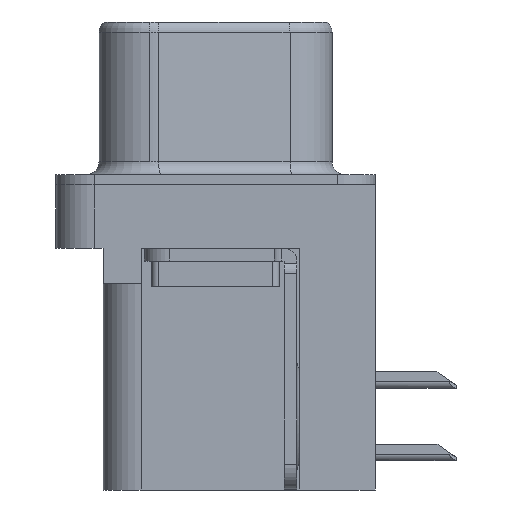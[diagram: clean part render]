
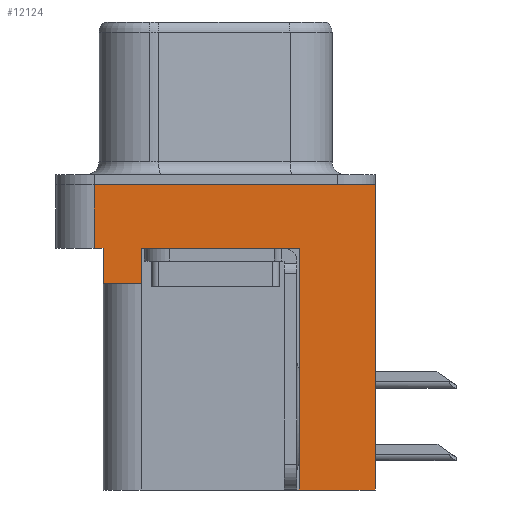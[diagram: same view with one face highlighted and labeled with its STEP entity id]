
A CAD part, left-side view. The second image highlights one B-rep face of the part: STEP entity #12124.
In plain terms, the highlighted planar face has unit normal (-1, 0, 0).
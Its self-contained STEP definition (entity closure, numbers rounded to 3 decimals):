
#312 = CARTESIAN_POINT ( 'NONE',  ( -2.91, -6.275, -2.5 ) ) ;
#833 = EDGE_CURVE ( 'NONE', #14901, #8985, #17062, .T. ) ;
#886 = LINE ( 'NONE', #11944, #16199 ) ;
#1061 = CARTESIAN_POINT ( 'NONE',  ( -2.91, -6.275, -2.5 ) ) ;
#1243 = LINE ( 'NONE', #17367, #4280 ) ;
#1287 = LINE ( 'NONE', #11918, #1519 ) ;
#1300 = EDGE_CURVE ( 'NONE', #17106, #13266, #886, .T. ) ;
#1336 = VECTOR ( 'NONE', #4608, 1000. ) ;
#1519 = VECTOR ( 'NONE', #3620, 1000. ) ;
#1533 = FACE_OUTER_BOUND ( 'NONE', #1975, .T. ) ;
#1908 = VERTEX_POINT ( 'NONE', #15517 ) ;
#1918 = EDGE_CURVE ( 'NONE', #16123, #14901, #9883, .T. ) ;
#1975 = EDGE_LOOP ( 'NONE', ( #13219, #4674, #9462, #14269, #4320, #16875, #3247, #2244, #17710, #16918 ) ) ;
#2065 = EDGE_CURVE ( 'NONE', #17106, #16263, #1287, .T. ) ;
#2103 = CARTESIAN_POINT ( 'NONE',  ( -2.91, 4.425, -3.9 ) ) ;
#2218 = CARTESIAN_POINT ( 'NONE',  ( -2.91, 4.775, 0. ) ) ;
#2244 = ORIENTED_EDGE ( 'NONE', *, *, #833, .F. ) ;
#2297 = VECTOR ( 'NONE', #2590, 1000. ) ;
#2581 = DIRECTION ( 'NONE',  ( 0., 0., 1. ) ) ;
#2590 = DIRECTION ( 'NONE',  ( 0., -1., 0. ) ) ;
#2680 = VERTEX_POINT ( 'NONE', #2218 ) ;
#2733 = DIRECTION ( 'NONE',  ( 0., 0., 1. ) ) ;
#2860 = LINE ( 'NONE', #5449, #5651 ) ;
#3089 = DIRECTION ( 'NONE',  ( -1., 0., 0. ) ) ;
#3247 = ORIENTED_EDGE ( 'NONE', *, *, #11351, .T. ) ;
#3493 = VECTOR ( 'NONE', #2733, 1000. ) ;
#3566 = DIRECTION ( 'NONE',  ( 0., 1., 0. ) ) ;
#3620 = DIRECTION ( 'NONE',  ( 0., 0., 1. ) ) ;
#3659 = DIRECTION ( 'NONE',  ( 0., -1., 0. ) ) ;
#4280 = VECTOR ( 'NONE', #3659, 1000. ) ;
#4320 = ORIENTED_EDGE ( 'NONE', *, *, #1300, .F. ) ;
#4462 = AXIS2_PLACEMENT_3D ( 'NONE', #312, #3089, #13865 ) ;
#4608 = DIRECTION ( 'NONE',  ( 0., 0., 1. ) ) ;
#4674 = ORIENTED_EDGE ( 'NONE', *, *, #11863, .F. ) ;
#5449 = CARTESIAN_POINT ( 'NONE',  ( -2.91, -6.275, -2.5 ) ) ;
#5651 = VECTOR ( 'NONE', #8206, 1000. ) ;
#5717 = CARTESIAN_POINT ( 'NONE',  ( -2.91, 2.895, -3.9 ) ) ;
#6065 = CARTESIAN_POINT ( 'NONE',  ( -2.91, -3.295, -12. ) ) ;
#6399 = EDGE_CURVE ( 'NONE', #2680, #10438, #1243, .T. ) ;
#6800 = CARTESIAN_POINT ( 'NONE',  ( -2.91, 2.895, -2.5 ) ) ;
#6901 = CARTESIAN_POINT ( 'NONE',  ( -2.91, -3.295, -2.5 ) ) ;
#7369 = LINE ( 'NONE', #11644, #1336 ) ;
#7525 = EDGE_CURVE ( 'NONE', #12741, #1908, #12652, .T. ) ;
#8206 = DIRECTION ( 'NONE',  ( 0., -1., 0. ) ) ;
#8539 = PLANE ( 'NONE',  #4462 ) ;
#8594 = EDGE_CURVE ( 'NONE', #13266, #1908, #15661, .T. ) ;
#8985 = VERTEX_POINT ( 'NONE', #6901 ) ;
#9277 = VECTOR ( 'NONE', #2581, 1000. ) ;
#9462 = ORIENTED_EDGE ( 'NONE', *, *, #7525, .T. ) ;
#9883 = LINE ( 'NONE', #10282, #14215 ) ;
#10282 = CARTESIAN_POINT ( 'NONE',  ( -2.91, -3.295, -12. ) ) ;
#10438 = VERTEX_POINT ( 'NONE', #17035 ) ;
#10837 = CARTESIAN_POINT ( 'NONE',  ( -2.91, 4.775, -2.5 ) ) ;
#11351 = EDGE_CURVE ( 'NONE', #16263, #8985, #2860, .T. ) ;
#11644 = CARTESIAN_POINT ( 'NONE',  ( -2.91, -6.275, -2.5 ) ) ;
#11808 = CARTESIAN_POINT ( 'NONE',  ( -2.91, 4.775, -2.5 ) ) ;
#11863 = EDGE_CURVE ( 'NONE', #12741, #2680, #13615, .T. ) ;
#11918 = CARTESIAN_POINT ( 'NONE',  ( -2.91, 2.895, -3.9 ) ) ;
#11944 = CARTESIAN_POINT ( 'NONE',  ( -2.91, 4.425, -3.9 ) ) ;
#11963 = VECTOR ( 'NONE', #17148, 1000. ) ;
#12124 = ADVANCED_FACE ( 'NONE', ( #1533 ), #8539, .T. ) ;
#12652 = LINE ( 'NONE', #1061, #2297 ) ;
#12741 = VERTEX_POINT ( 'NONE', #11808 ) ;
#13219 = ORIENTED_EDGE ( 'NONE', *, *, #6399, .F. ) ;
#13266 = VERTEX_POINT ( 'NONE', #17832 ) ;
#13431 = EDGE_CURVE ( 'NONE', #16123, #10438, #7369, .T. ) ;
#13615 = LINE ( 'NONE', #10837, #3493 ) ;
#13865 = DIRECTION ( 'NONE',  ( 0., 0., 1. ) ) ;
#14215 = VECTOR ( 'NONE', #3566, 1000. ) ;
#14269 = ORIENTED_EDGE ( 'NONE', *, *, #8594, .F. ) ;
#14354 = DIRECTION ( 'NONE',  ( 0., 1., 0. ) ) ;
#14791 = CARTESIAN_POINT ( 'NONE',  ( -2.91, -6.275, -12. ) ) ;
#14901 = VERTEX_POINT ( 'NONE', #6065 ) ;
#14921 = CARTESIAN_POINT ( 'NONE',  ( -2.91, -3.295, -12. ) ) ;
#15517 = CARTESIAN_POINT ( 'NONE',  ( -2.91, 4.425, -2.5 ) ) ;
#15661 = LINE ( 'NONE', #2103, #11963 ) ;
#16123 = VERTEX_POINT ( 'NONE', #14791 ) ;
#16199 = VECTOR ( 'NONE', #14354, 1000. ) ;
#16263 = VERTEX_POINT ( 'NONE', #6800 ) ;
#16875 = ORIENTED_EDGE ( 'NONE', *, *, #2065, .T. ) ;
#16918 = ORIENTED_EDGE ( 'NONE', *, *, #13431, .T. ) ;
#17035 = CARTESIAN_POINT ( 'NONE',  ( -2.91, -6.275, 0. ) ) ;
#17062 = LINE ( 'NONE', #14921, #9277 ) ;
#17106 = VERTEX_POINT ( 'NONE', #5717 ) ;
#17148 = DIRECTION ( 'NONE',  ( 0., 0., 1. ) ) ;
#17367 = CARTESIAN_POINT ( 'NONE',  ( -2.91, -6.275, 0. ) ) ;
#17710 = ORIENTED_EDGE ( 'NONE', *, *, #1918, .F. ) ;
#17832 = CARTESIAN_POINT ( 'NONE',  ( -2.91, 4.425, -3.9 ) ) ;
